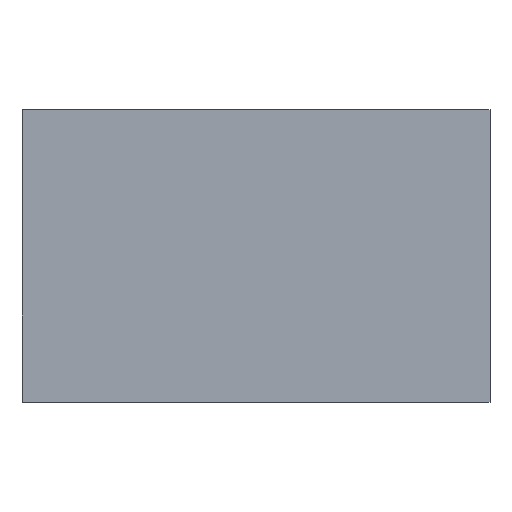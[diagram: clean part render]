
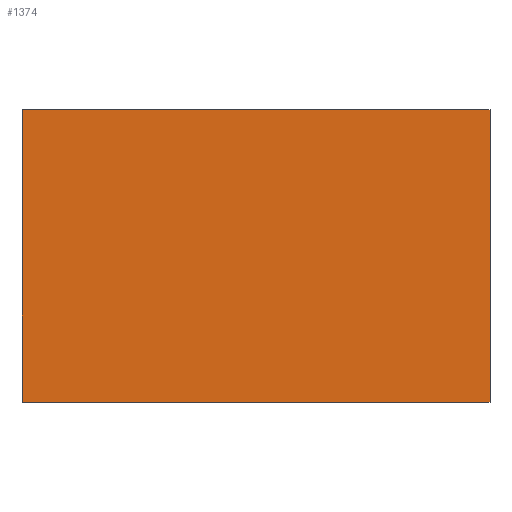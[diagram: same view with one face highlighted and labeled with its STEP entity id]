
A CAD part, top view. The second image highlights one B-rep face of the part: STEP entity #1374.
In plain terms, the highlighted planar face has unit normal (0, 0, 1).
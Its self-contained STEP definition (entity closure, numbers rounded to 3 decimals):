
#151=FACE_OUTER_BOUND('',#232,.T.);
#232=EDGE_LOOP('',(#1264,#1265,#1266,#1267));
#330=LINE('',#2758,#433);
#332=LINE('',#2762,#435);
#334=LINE('',#2766,#437);
#336=LINE('',#2769,#439);
#433=VECTOR('',#1562,10.);
#435=VECTOR('',#1566,10.);
#437=VECTOR('',#1570,10.);
#439=VECTOR('',#1574,10.);
#668=VERTEX_POINT('',#2755);
#669=VERTEX_POINT('',#2757);
#670=VERTEX_POINT('',#2761);
#671=VERTEX_POINT('',#2765);
#866=EDGE_CURVE('',#668,#669,#330,.T.);
#868=EDGE_CURVE('',#669,#670,#332,.T.);
#870=EDGE_CURVE('',#670,#671,#334,.T.);
#872=EDGE_CURVE('',#671,#668,#336,.T.);
#1264=ORIENTED_EDGE('',*,*,#866,.F.);
#1265=ORIENTED_EDGE('',*,*,#872,.F.);
#1266=ORIENTED_EDGE('',*,*,#870,.F.);
#1267=ORIENTED_EDGE('',*,*,#868,.F.);
#1299=PLANE('',#1420);
#1374=ADVANCED_FACE('',(#151),#1299,.T.);
#1420=AXIS2_PLACEMENT_3D('',#2770,#1575,#1576);
#1562=DIRECTION('',(0.,-1.,0.));
#1566=DIRECTION('',(-1.,0.,0.));
#1570=DIRECTION('',(0.,1.,0.));
#1574=DIRECTION('',(1.,0.,0.));
#1575=DIRECTION('center_axis',(0.,0.,1.));
#1576=DIRECTION('ref_axis',(1.,0.,0.));
#2755=CARTESIAN_POINT('',(1.,0.625,0.5));
#2757=CARTESIAN_POINT('',(1.,-0.625,0.5));
#2758=CARTESIAN_POINT('',(1.,0.625,0.5));
#2761=CARTESIAN_POINT('',(-1.,-0.625,0.5));
#2762=CARTESIAN_POINT('',(1.,-0.625,0.5));
#2765=CARTESIAN_POINT('',(-1.,0.625,0.5));
#2766=CARTESIAN_POINT('',(-1.,-0.625,0.5));
#2769=CARTESIAN_POINT('',(-1.,0.625,0.5));
#2770=CARTESIAN_POINT('Origin',(0.,0.,0.5));
